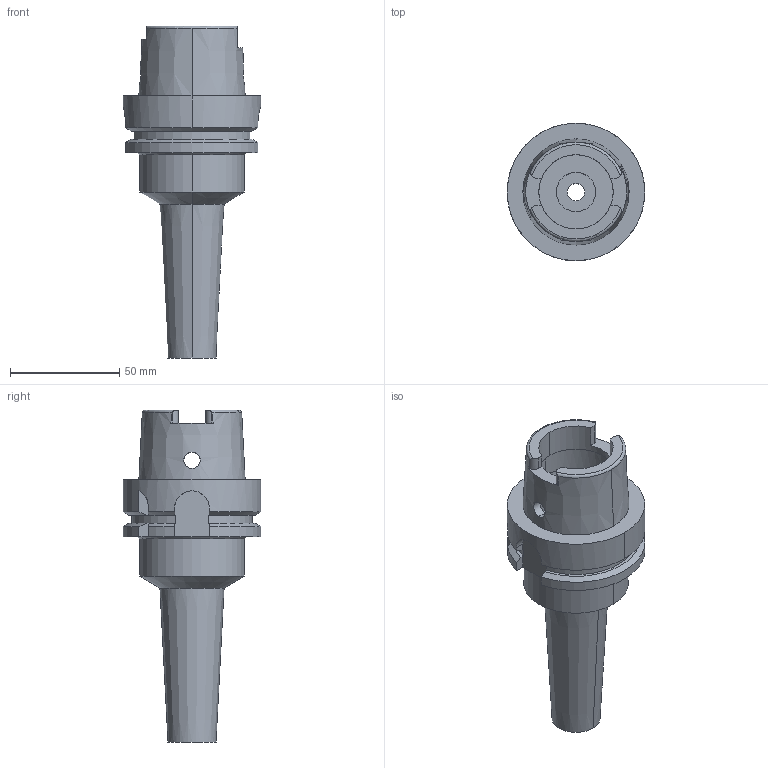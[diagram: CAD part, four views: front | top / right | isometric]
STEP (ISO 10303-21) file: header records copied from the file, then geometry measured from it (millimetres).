
FILE_DESCRIPTION((''),'2;1');
FILE_NAME('HSK-A63-HDC8J-120','2017-12-07T',('ykawabe'),(''),'CREO PARAMETRIC BY PTC INC, 2016380','CREO PARAMETRIC BY PTC INC, 2016380','');
FILE_SCHEMA(('AUTOMOTIVE_DESIGN { 1 0 10303 214 1 1 1 1 }'));
Length unit declared in the file: millimetre
Products named in the file (1): HSK-A63-HDC8J-120
Bounding box: 63 x 63 x 152 mm (x, y, z)
Volume: 152543.4 mm3; surface area: 33003.5 mm2
Topology: 1 solids, 1 shells, 95 faces, 267 edges, 177 vertices
Faces by surface type: plane 38, cylinder 37, cone 16, torus 4
Entity records: 4336 total; most frequent: CARTESIAN_POINT 838, DIRECTION 534, ORIENTED_EDGE 534, PRESENTATION_STYLE_ASSIGNMENT 272, STYLED_ITEM 272, CURVE_STYLE 271, EDGE_CURVE 267, AXIS2_PLACEMENT_3D 207
